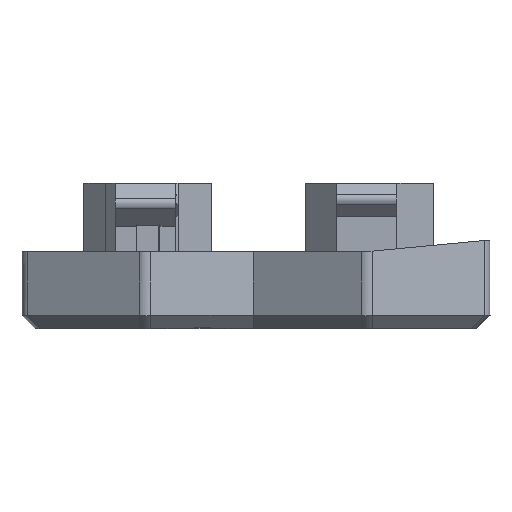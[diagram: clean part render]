
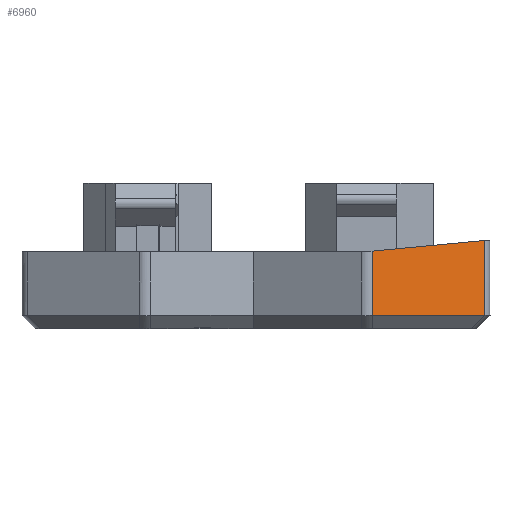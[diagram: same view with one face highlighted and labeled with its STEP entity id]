
A CAD part, left-side view. The second image highlights one B-rep face of the part: STEP entity #6960.
In plain terms, the highlighted planar face has unit normal (-0.866, -0.5, 0).
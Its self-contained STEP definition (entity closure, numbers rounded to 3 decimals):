
#85=ELLIPSE('',#7510,1.298,0.85);
#86=ELLIPSE('',#7515,1.298,0.85);
#295=PLANE('',#7516);
#907=FACE_OUTER_BOUND('',#1269,.T.);
#1269=EDGE_LOOP('',(#6355,#6356,#6357,#6358,#6359,#6360));
#1607=LINE('',#11940,#2320);
#1744=LINE('',#15353,#2457);
#1858=LINE('',#15638,#2571);
#2036=LINE('',#16116,#2749);
#2320=VECTOR('',#8047,10.);
#2457=VECTOR('',#8504,10.);
#2571=VECTOR('',#8754,10.);
#2749=VECTOR('',#9182,10.);
#3092=VERTEX_POINT('',#11937);
#3093=VERTEX_POINT('',#11939);
#3255=VERTEX_POINT('',#15350);
#3256=VERTEX_POINT('',#15352);
#3339=VERTEX_POINT('',#15627);
#3448=VERTEX_POINT('',#16115);
#3833=EDGE_CURVE('',#3092,#3093,#1607,.F.);
#4088=EDGE_CURVE('',#3256,#3255,#1744,.T.);
#4224=EDGE_CURVE('',#3339,#3092,#1858,.T.);
#4432=EDGE_CURVE('',#3448,#3093,#2036,.T.);
#4435=EDGE_CURVE('',#3255,#3448,#85,.T.);
#4438=EDGE_CURVE('',#3339,#3256,#86,.T.);
#6355=ORIENTED_EDGE('',*,*,#4432,.T.);
#6356=ORIENTED_EDGE('',*,*,#3833,.F.);
#6357=ORIENTED_EDGE('',*,*,#4224,.F.);
#6358=ORIENTED_EDGE('',*,*,#4438,.T.);
#6359=ORIENTED_EDGE('',*,*,#4088,.T.);
#6360=ORIENTED_EDGE('',*,*,#4435,.T.);
#6960=ADVANCED_FACE('',(#907),#295,.T.);
#7510=AXIS2_PLACEMENT_3D('',#16129,#9186,#9187);
#7515=AXIS2_PLACEMENT_3D('',#16145,#9197,#9198);
#7516=AXIS2_PLACEMENT_3D('',#16146,#9199,#9200);
#8047=DIRECTION('',(-0.498,0.863,-0.082));
#8504=DIRECTION('',(0.5,-0.866,0.));
#8754=DIRECTION('',(0.,0.,1.));
#9182=DIRECTION('',(0.,0.,1.));
#9186=DIRECTION('center_axis',(-0.866,-0.5,0.));
#9187=DIRECTION('ref_axis',(-0.25,0.433,-0.866));
#9197=DIRECTION('center_axis',(-0.866,-0.5,0.));
#9198=DIRECTION('ref_axis',(0.25,-0.433,-0.866));
#9199=DIRECTION('center_axis',(-0.866,-0.5,0.));
#9200=DIRECTION('ref_axis',(0.5,-0.866,0.));
#11937=CARTESIAN_POINT('',(-81.502,148.694,4.377));
#11939=CARTESIAN_POINT('',(-77.84,142.351,4.978));
#11940=CARTESIAN_POINT('',(-80.166,146.38,4.596));
#15350=CARTESIAN_POINT('',(-77.84,142.352,0.75));
#15352=CARTESIAN_POINT('',(-81.502,148.694,0.75));
#15353=CARTESIAN_POINT('',(-79.659,145.502,0.75));
#15627=CARTESIAN_POINT('',(-81.502,148.694,0.75));
#15638=CARTESIAN_POINT('',(-81.502,148.694,4.35));
#16115=CARTESIAN_POINT('',(-77.84,142.351,0.75));
#16116=CARTESIAN_POINT('',(-77.84,142.351,4.35));
#16129=CARTESIAN_POINT('Origin',(-77.666,142.051,1.952));
#16145=CARTESIAN_POINT('Origin',(-81.675,148.994,1.952));
#16146=CARTESIAN_POINT('Origin',(-78.295,143.141,0.75));
